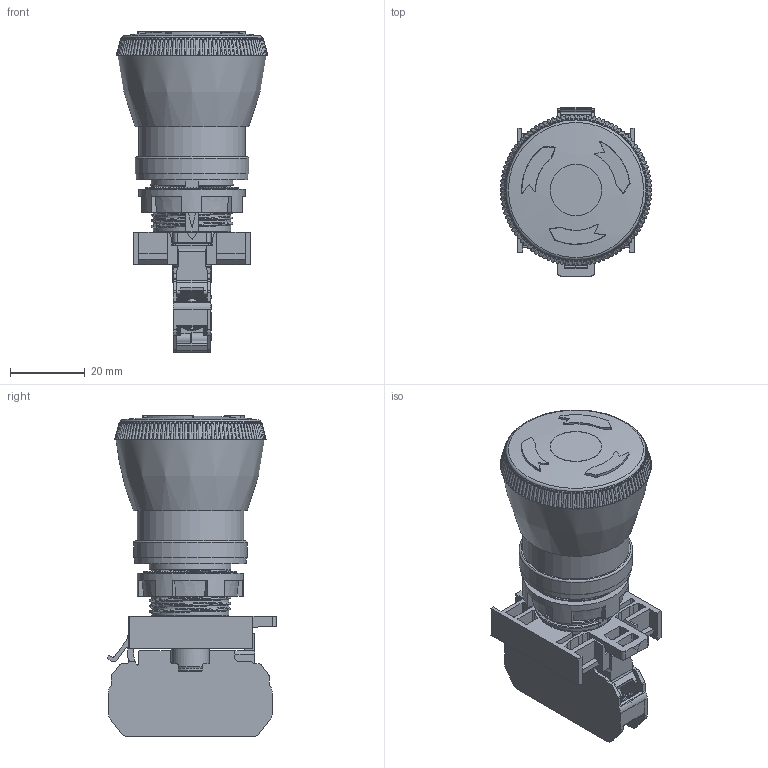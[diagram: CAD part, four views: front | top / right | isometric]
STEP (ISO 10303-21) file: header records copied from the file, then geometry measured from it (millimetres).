
FILE_DESCRIPTION(/* description */ (''),/* implementation_level */ '2;1');
FILE_NAME(/* name */ 'W22IPTR-YMR-FMXXXLR (V2.0).stp',/* time_stamp */ '2020-07-30T09:50:49+05:00',/* author */ ('Owner'),/* organization */ (''),/* preprocessor_version */ 'ST-DEVELOPER v18',/* originating_system */ 'Autodesk Inventor 2020',/* authorisation */ '');
FILE_SCHEMA (('AUTOMOTIVE_DESIGN { 1 0 10303 214 3 1 1 }'));
Length unit declared in the file: millimetre
Products named in the file (1): Part10
Bounding box: 40.64 x 45.52 x 86.06 mm (x, y, z)
Volume: 36862.1 mm3; surface area: 51465.9 mm2
Topology: 6 solids, 24 shells, 4717 faces, 13028 edges, 8491 vertices
Faces by surface type: plane 3168, cylinder 720, bspline 683, cone 67, torus 62, sphere 17
Full cylindrical faces by diameter (mm): 0.336 x1, 0.382 x1, 1.198 x12, 1.385 x4, 1.55 x2, 1.573 x8, 1.597 x4, 1.973 x2, 1.996 x8, 2.286 x3, 2.36 x1, 2.45 x2, 2.753 x2, 2.758 x1, 2.762 x1, 2.833 x1, 3.1 x2, 3.15 x2, 3.39 x2, 3.402 x1, 3.7 x2, 3.928 x1, 4.42 x2, 4.714 x1, 5.329 x1, 5.827 x1, 5.9 x2, 6.236 x1, 6.573 x1, 6.849 x1
Entity records: 176598 total; most frequent: CARTESIAN_POINT 55007, ORIENTED_EDGE 26042, DIRECTION 21786, EDGE_CURVE 13021, VERTEX_POINT 8491, LINE 7868, VECTOR 7868, AXIS2_PLACEMENT_3D 6959
